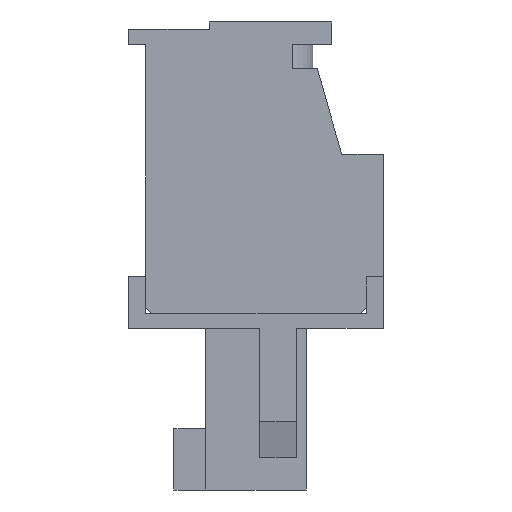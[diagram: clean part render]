
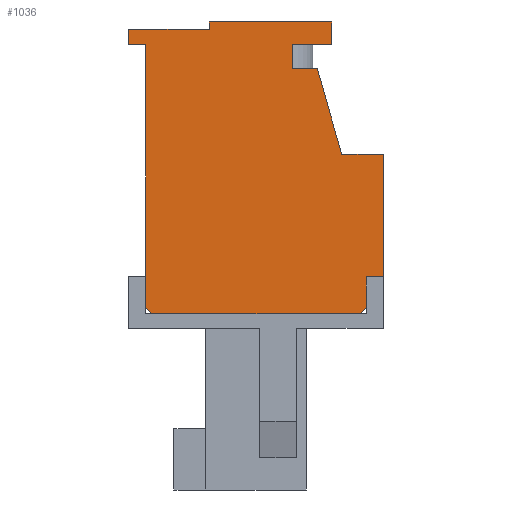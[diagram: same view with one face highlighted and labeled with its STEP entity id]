
A CAD part, left-side view. The second image highlights one B-rep face of the part: STEP entity #1036.
In plain terms, the highlighted planar face has unit normal (-1, 0, 0).
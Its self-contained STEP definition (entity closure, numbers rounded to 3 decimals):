
#1036 = ADVANCED_FACE( '', ( #2598 ), #2599, .T. );
#2598 = FACE_OUTER_BOUND( '', #4850, .T. );
#2599 = PLANE( '', #4851 );
#4850 = EDGE_LOOP( '', ( #7260, #7261, #7262, #7263, #7264, #7265, #7266, #7267, #7268, #7269, #7270, #7271, #7272, #7273, #7274, #7275, #7276, #7277 ) );
#4851 = AXIS2_PLACEMENT_3D( '', #7278, #7279, #7280 );
#7260 = ORIENTED_EDGE( '', *, *, #13904, .T. );
#7261 = ORIENTED_EDGE( '', *, *, #13905, .T. );
#7262 = ORIENTED_EDGE( '', *, *, #13906, .F. );
#7263 = ORIENTED_EDGE( '', *, *, #13907, .T. );
#7264 = ORIENTED_EDGE( '', *, *, #13908, .T. );
#7265 = ORIENTED_EDGE( '', *, *, #13909, .T. );
#7266 = ORIENTED_EDGE( '', *, *, #13910, .T. );
#7267 = ORIENTED_EDGE( '', *, *, #13911, .T. );
#7268 = ORIENTED_EDGE( '', *, *, #13912, .T. );
#7269 = ORIENTED_EDGE( '', *, *, #13913, .T. );
#7270 = ORIENTED_EDGE( '', *, *, #13914, .T. );
#7271 = ORIENTED_EDGE( '', *, *, #13915, .T. );
#7272 = ORIENTED_EDGE( '', *, *, #13762, .T. );
#7273 = ORIENTED_EDGE( '', *, *, #13916, .T. );
#7274 = ORIENTED_EDGE( '', *, *, #13917, .T. );
#7275 = ORIENTED_EDGE( '', *, *, #13918, .T. );
#7276 = ORIENTED_EDGE( '', *, *, #13919, .T. );
#7277 = ORIENTED_EDGE( '', *, *, #13920, .T. );
#7278 = CARTESIAN_POINT( '', ( -10.5, 0., 0. ) );
#7279 = DIRECTION( '', ( -1., 0., 0. ) );
#7280 = DIRECTION( '', ( 0., 0., 1. ) );
#13762 = EDGE_CURVE( '', #16438, #16439, #16440, .T. );
#13904 = EDGE_CURVE( '', #16692, #16693, #16694, .T. );
#13905 = EDGE_CURVE( '', #16693, #16695, #16696, .T. );
#13906 = EDGE_CURVE( '', #16697, #16695, #16698, .T. );
#13907 = EDGE_CURVE( '', #16697, #16699, #16700, .T. );
#13908 = EDGE_CURVE( '', #16699, #16701, #16702, .T. );
#13909 = EDGE_CURVE( '', #16701, #16703, #16704, .T. );
#13910 = EDGE_CURVE( '', #16703, #16705, #16706, .T. );
#13911 = EDGE_CURVE( '', #16705, #16707, #16708, .T. );
#13912 = EDGE_CURVE( '', #16707, #16709, #16710, .T. );
#13913 = EDGE_CURVE( '', #16709, #16711, #16712, .T. );
#13914 = EDGE_CURVE( '', #16711, #16713, #16714, .T. );
#13915 = EDGE_CURVE( '', #16713, #16438, #16715, .T. );
#13916 = EDGE_CURVE( '', #16439, #16716, #16717, .T. );
#13917 = EDGE_CURVE( '', #16716, #16718, #16719, .T. );
#13918 = EDGE_CURVE( '', #16718, #16720, #16721, .T. );
#13919 = EDGE_CURVE( '', #16720, #16722, #16723, .T. );
#13920 = EDGE_CURVE( '', #16722, #16692, #16724, .T. );
#16438 = VERTEX_POINT( '', #20371 );
#16439 = VERTEX_POINT( '', #20372 );
#16440 = LINE( '', #20373, #20374 );
#16692 = VERTEX_POINT( '', #20729 );
#16693 = VERTEX_POINT( '', #20730 );
#16694 = LINE( '', #20731, #20732 );
#16695 = VERTEX_POINT( '', #20733 );
#16696 = LINE( '', #20734, #20735 );
#16697 = VERTEX_POINT( '', #20736 );
#16698 = LINE( '', #20737, #20738 );
#16699 = VERTEX_POINT( '', #20739 );
#16700 = LINE( '', #20740, #20741 );
#16701 = VERTEX_POINT( '', #20742 );
#16702 = LINE( '', #20743, #20744 );
#16703 = VERTEX_POINT( '', #20745 );
#16704 = LINE( '', #20746, #20747 );
#16705 = VERTEX_POINT( '', #20748 );
#16706 = LINE( '', #20749, #20750 );
#16707 = VERTEX_POINT( '', #20751 );
#16708 = LINE( '', #20752, #20753 );
#16709 = VERTEX_POINT( '', #20754 );
#16710 = LINE( '', #20755, #20756 );
#16711 = VERTEX_POINT( '', #20757 );
#16712 = LINE( '', #20758, #20759 );
#16713 = VERTEX_POINT( '', #20760 );
#16714 = LINE( '', #20761, #20762 );
#16715 = LINE( '', #20763, #20764 );
#16716 = VERTEX_POINT( '', #20765 );
#16717 = LINE( '', #20766, #20767 );
#16718 = VERTEX_POINT( '', #20768 );
#16719 = LINE( '', #20769, #20770 );
#16720 = VERTEX_POINT( '', #20771 );
#16721 = LINE( '', #20772, #20773 );
#16722 = VERTEX_POINT( '', #20774 );
#16723 = LINE( '', #20775, #20776 );
#16724 = LINE( '', #20777, #20778 );
#20371 = CARTESIAN_POINT( '', ( -10.5, -3.1, 5.76 ) );
#20372 = CARTESIAN_POINT( '', ( -10.5, -3.1, 6.66 ) );
#20373 = CARTESIAN_POINT( '', ( -10.5, -3.1, 5.76 ) );
#20374 = VECTOR( '', #26071, 1000. );
#20729 = CARTESIAN_POINT( '', ( -10.5, 4.5, 5.74 ) );
#20730 = CARTESIAN_POINT( '', ( -10.5, 4.5, -4.99 ) );
#20731 = CARTESIAN_POINT( '', ( -10.5, 4.5, 5.74 ) );
#20732 = VECTOR( '', #26214, 1000. );
#20733 = CARTESIAN_POINT( '', ( -10.5, 4.25, -5.24 ) );
#20734 = CARTESIAN_POINT( '', ( -10.5, 4.745, -4.745 ) );
#20735 = VECTOR( '', #26215, 1000. );
#20736 = CARTESIAN_POINT( '', ( -10.5, -4.25, -5.24 ) );
#20737 = CARTESIAN_POINT( '', ( -10.5, 0., -5.24 ) );
#20738 = VECTOR( '', #26216, 1000. );
#20739 = CARTESIAN_POINT( '', ( -10.5, -4.5, -4.99 ) );
#20740 = CARTESIAN_POINT( '', ( -10.5, -4.745, -4.745 ) );
#20741 = VECTOR( '', #26217, 1000. );
#20742 = CARTESIAN_POINT( '', ( -10.5, -4.5, -3.74 ) );
#20743 = CARTESIAN_POINT( '', ( -10.5, -4.5, -5.74 ) );
#20744 = VECTOR( '', #26218, 1000. );
#20745 = CARTESIAN_POINT( '', ( -10.5, -5.2, -3.74 ) );
#20746 = CARTESIAN_POINT( '', ( -10.5, -4.5, -3.74 ) );
#20747 = VECTOR( '', #26219, 1000. );
#20748 = CARTESIAN_POINT( '', ( -10.5, -5.2, 1.26 ) );
#20749 = CARTESIAN_POINT( '', ( -10.5, -5.2, -3.74 ) );
#20750 = VECTOR( '', #26220, 1000. );
#20751 = CARTESIAN_POINT( '', ( -10.5, -3.5, 1.26 ) );
#20752 = CARTESIAN_POINT( '', ( -10.5, -5.2, 1.26 ) );
#20753 = VECTOR( '', #26221, 1000. );
#20754 = CARTESIAN_POINT( '', ( -10.5, -2.5, 4.76 ) );
#20755 = CARTESIAN_POINT( '', ( -10.5, -3.5, 1.26 ) );
#20756 = VECTOR( '', #26222, 1000. );
#20757 = CARTESIAN_POINT( '', ( -10.5, -1.5, 4.76 ) );
#20758 = CARTESIAN_POINT( '', ( -10.5, -1.5, 4.76 ) );
#20759 = VECTOR( '', #26223, 1000. );
#20760 = CARTESIAN_POINT( '', ( -10.5, -1.5, 5.76 ) );
#20761 = CARTESIAN_POINT( '', ( -10.5, -1.5, 4.76 ) );
#20762 = VECTOR( '', #26224, 1000. );
#20763 = CARTESIAN_POINT( '', ( -10.5, -1.5, 5.76 ) );
#20764 = VECTOR( '', #26225, 1000. );
#20765 = CARTESIAN_POINT( '', ( -10.5, 1.9, 6.66 ) );
#20766 = CARTESIAN_POINT( '', ( -10.5, -3.1, 6.66 ) );
#20767 = VECTOR( '', #26226, 1000. );
#20768 = CARTESIAN_POINT( '', ( -10.5, 1.9, 6.36 ) );
#20769 = CARTESIAN_POINT( '', ( -10.5, 1.9, 6.66 ) );
#20770 = VECTOR( '', #26227, 1000. );
#20771 = CARTESIAN_POINT( '', ( -10.5, 5.2, 6.36 ) );
#20772 = CARTESIAN_POINT( '', ( -10.5, 1.9, 6.36 ) );
#20773 = VECTOR( '', #26228, 1000. );
#20774 = CARTESIAN_POINT( '', ( -10.5, 5.2, 5.74 ) );
#20775 = CARTESIAN_POINT( '', ( -10.5, 5.2, 6.36 ) );
#20776 = VECTOR( '', #26229, 1000. );
#20777 = CARTESIAN_POINT( '', ( -10.5, 5.2, 5.74 ) );
#20778 = VECTOR( '', #26230, 1000. );
#26071 = DIRECTION( '', ( 0., 0., 1. ) );
#26214 = DIRECTION( '', ( 0., 0., -1. ) );
#26215 = DIRECTION( '', ( 0., -0.707, -0.707 ) );
#26216 = DIRECTION( '', ( 0., 1., 0. ) );
#26217 = DIRECTION( '', ( 0., -0.707, 0.707 ) );
#26218 = DIRECTION( '', ( 0., 0., 1. ) );
#26219 = DIRECTION( '', ( 0., -1., 0. ) );
#26220 = DIRECTION( '', ( 0., 0., 1. ) );
#26221 = DIRECTION( '', ( 0., 1., 0. ) );
#26222 = DIRECTION( '', ( 0., 0.275, 0.962 ) );
#26223 = DIRECTION( '', ( 0., 1., 0. ) );
#26224 = DIRECTION( '', ( 0., 0., 1. ) );
#26225 = DIRECTION( '', ( 0., -1., 0. ) );
#26226 = DIRECTION( '', ( 0., 1., 0. ) );
#26227 = DIRECTION( '', ( 0., 0., -1. ) );
#26228 = DIRECTION( '', ( 0., 1., 0. ) );
#26229 = DIRECTION( '', ( 0., 0., -1. ) );
#26230 = DIRECTION( '', ( 0., -1., 0. ) );
